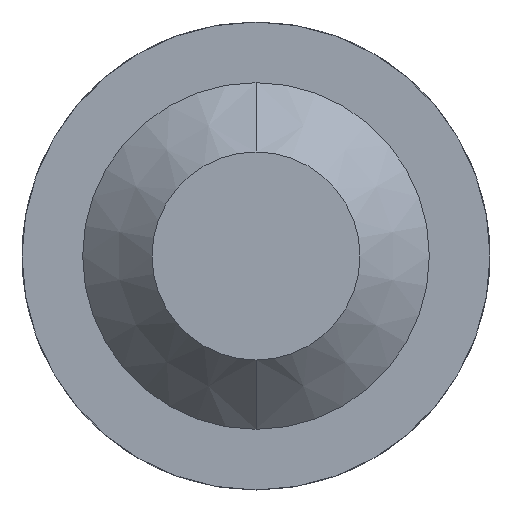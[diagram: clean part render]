
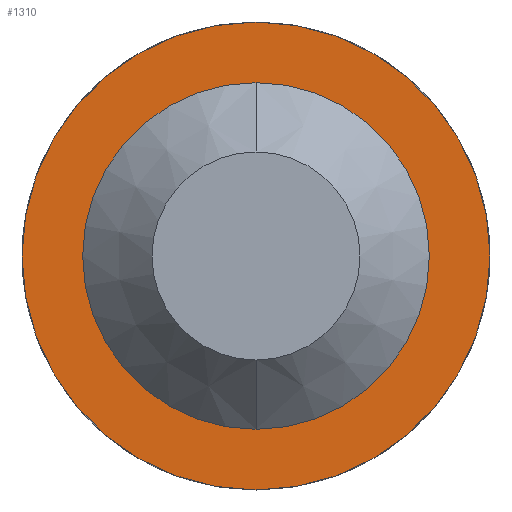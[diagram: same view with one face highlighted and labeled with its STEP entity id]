
A CAD part, front view. The second image highlights one B-rep face of the part: STEP entity #1310.
In plain terms, the highlighted planar face has unit normal (0, -1, 0).
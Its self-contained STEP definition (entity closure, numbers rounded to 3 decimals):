
#58 = CARTESIAN_POINT ( 'NONE',  ( 0., 12., 0. ) ) ;
#161 = EDGE_CURVE ( 'Defeature ausgef�hrt1_1+Defeature ausgef�hrt1_3+Defeature ausgef�hrt1_3+Defeature ausgef�hrt1_3', #396, #3071, #2741, .T. ) ;
#174 = CARTESIAN_POINT ( 'NONE',  ( 0., 12., 0.675 ) ) ;
#287 = EDGE_CURVE ( 'Defeature ausgef�hrt1_3+Defeature ausgef�hrt1_4+Defeature ausgef�hrt1_4+Defeature ausgef�hrt1_4', #1661, #2315, #1053, .T. ) ;
#303 = DIRECTION ( 'NONE',  ( 0., -1., 0. ) ) ;
#316 = AXIS2_PLACEMENT_3D ( 'NONE', #2467, #796, #2148 ) ;
#396 = VERTEX_POINT ( 'NONE', #2721 ) ;
#460 = FACE_OUTER_BOUND ( 'NONE', #976, .T. ) ;
#626 = ORIENTED_EDGE ( 'NONE', *, *, #1840, .T. ) ;
#796 = DIRECTION ( 'NONE',  ( 0., -1., 0. ) ) ;
#884 = CIRCLE ( 'NONE', #1812, 0.5 ) ;
#910 = CARTESIAN_POINT ( 'NONE',  ( 0., 12., 0. ) ) ;
#976 = EDGE_LOOP ( 'NONE', ( #626, #3178 ) ) ;
#984 = ORIENTED_EDGE ( 'NONE', *, *, #1111, .F. ) ;
#1053 = CIRCLE ( 'NONE', #3079, 0.675 ) ;
#1073 = ORIENTED_EDGE ( 'NONE', *, *, #161, .F. ) ;
#1111 = EDGE_CURVE ( 'Defeature ausgef�hrt1_1+Defeature ausgef�hrt1_3+Defeature ausgef�hrt1_3+Defeature ausgef�hrt1_3', #3071, #396, #884, .T. ) ;
#1155 = DIRECTION ( 'NONE',  ( 0., -1., 0. ) ) ;
#1298 = PLANE ( 'NONE',  #316 ) ;
#1310 = ADVANCED_FACE ( 'Defeature ausgef�hrt1_3', ( #460, #1353 ), #1298, .T. ) ;
#1348 = DIRECTION ( 'NONE',  ( 0., 0., -1. ) ) ;
#1353 = FACE_BOUND ( 'NONE', #2073, .T. ) ;
#1528 = AXIS2_PLACEMENT_3D ( 'NONE', #2531, #3090, #1348 ) ;
#1661 = VERTEX_POINT ( 'NONE', #174 ) ;
#1744 = DIRECTION ( 'NONE',  ( 0., 0., -1. ) ) ;
#1812 = AXIS2_PLACEMENT_3D ( 'NONE', #58, #1155, #1967 ) ;
#1820 = CIRCLE ( 'NONE', #1528, 0.675 ) ;
#1840 = EDGE_CURVE ( 'Defeature ausgef�hrt1_3+Defeature ausgef�hrt1_4+Defeature ausgef�hrt1_4+Defeature ausgef�hrt1_4', #2315, #1661, #1820, .T. ) ;
#1967 = DIRECTION ( 'NONE',  ( 0., 0., -1. ) ) ;
#1974 = CARTESIAN_POINT ( 'NONE',  ( 0., 12., 0. ) ) ;
#2073 = EDGE_LOOP ( 'NONE', ( #984, #1073 ) ) ;
#2148 = DIRECTION ( 'NONE',  ( 0., 0., -1. ) ) ;
#2207 = AXIS2_PLACEMENT_3D ( 'NONE', #1974, #303, #2564 ) ;
#2315 = VERTEX_POINT ( 'NONE', #2919 ) ;
#2467 = CARTESIAN_POINT ( 'NONE',  ( 0.5, 12., 0. ) ) ;
#2531 = CARTESIAN_POINT ( 'NONE',  ( 0., 12., 0. ) ) ;
#2564 = DIRECTION ( 'NONE',  ( 0., 0., -1. ) ) ;
#2721 = CARTESIAN_POINT ( 'NONE',  ( 0., 12., 0.5 ) ) ;
#2741 = CIRCLE ( 'NONE', #2207, 0.5 ) ;
#2919 = CARTESIAN_POINT ( 'NONE',  ( 0., 12., -0.675 ) ) ;
#3032 = CARTESIAN_POINT ( 'NONE',  ( 0., 12., -0.5 ) ) ;
#3071 = VERTEX_POINT ( 'NONE', #3032 ) ;
#3079 = AXIS2_PLACEMENT_3D ( 'NONE', #910, #3120, #1744 ) ;
#3090 = DIRECTION ( 'NONE',  ( 0., -1., 0. ) ) ;
#3120 = DIRECTION ( 'NONE',  ( 0., -1., 0. ) ) ;
#3178 = ORIENTED_EDGE ( 'NONE', *, *, #287, .T. ) ;
